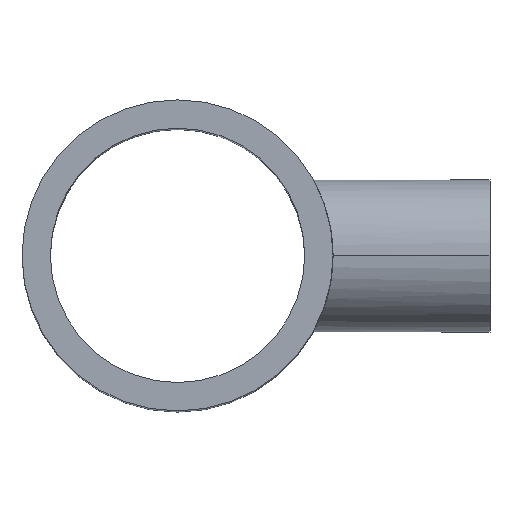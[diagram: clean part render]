
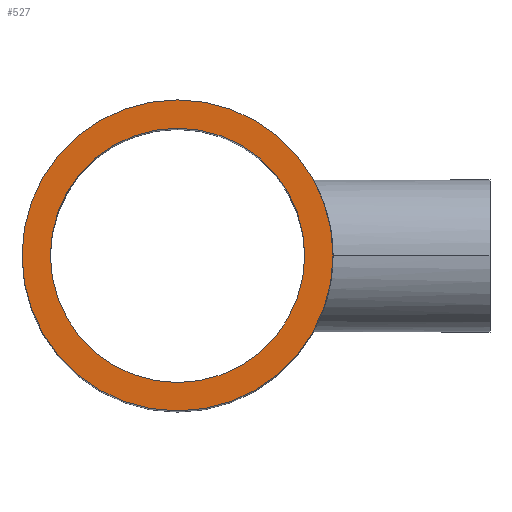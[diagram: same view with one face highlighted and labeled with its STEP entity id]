
A CAD part, top view. The second image highlights one B-rep face of the part: STEP entity #527.
In plain terms, the highlighted planar face has unit normal (0, 0, 1).
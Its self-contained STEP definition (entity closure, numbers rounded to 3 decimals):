
#2 = EDGE_CURVE ( 'NONE', #100, #431, #386, .T. ) ;
#6 = FACE_BOUND ( 'NONE', #512, .T. ) ;
#25 = EDGE_CURVE ( 'NONE', #180, #35, #503, .T. ) ;
#35 = VERTEX_POINT ( 'NONE', #250 ) ;
#48 = CARTESIAN_POINT ( 'NONE',  ( 0., 0., 263.5 ) ) ;
#49 = AXIS2_PLACEMENT_3D ( 'NONE', #48, #680, #104 ) ;
#54 = DIRECTION ( 'NONE',  ( 1., 0., 0. ) ) ;
#58 = CARTESIAN_POINT ( 'NONE',  ( -92., 0., 263.5 ) ) ;
#91 = CIRCLE ( 'NONE', #49, 112.5 ) ;
#100 = VERTEX_POINT ( 'NONE', #489 ) ;
#104 = DIRECTION ( 'NONE',  ( 1., 0., 0. ) ) ;
#109 = DIRECTION ( 'NONE',  ( 0., 0., 1. ) ) ;
#129 = DIRECTION ( 'NONE',  ( 1., 0., 0. ) ) ;
#140 = AXIS2_PLACEMENT_3D ( 'NONE', #439, #109, #309 ) ;
#166 = ORIENTED_EDGE ( 'NONE', *, *, #348, .T. ) ;
#180 = VERTEX_POINT ( 'NONE', #58 ) ;
#200 = EDGE_CURVE ( 'NONE', #35, #180, #539, .T. ) ;
#216 = AXIS2_PLACEMENT_3D ( 'NONE', #526, #672, #129 ) ;
#231 = ORIENTED_EDGE ( 'NONE', *, *, #25, .F. ) ;
#250 = CARTESIAN_POINT ( 'NONE',  ( 92., 0., 263.5 ) ) ;
#252 = AXIS2_PLACEMENT_3D ( 'NONE', #651, #435, #54 ) ;
#309 = DIRECTION ( 'NONE',  ( 1., 0., 0. ) ) ;
#310 = ORIENTED_EDGE ( 'NONE', *, *, #200, .F. ) ;
#333 = ORIENTED_EDGE ( 'NONE', *, *, #2, .T. ) ;
#348 = EDGE_CURVE ( 'NONE', #431, #100, #91, .T. ) ;
#352 = DIRECTION ( 'NONE',  ( 1., 0., 0. ) ) ;
#386 = CIRCLE ( 'NONE', #434, 112.5 ) ;
#405 = EDGE_LOOP ( 'NONE', ( #333, #166 ) ) ;
#431 = VERTEX_POINT ( 'NONE', #687 ) ;
#434 = AXIS2_PLACEMENT_3D ( 'NONE', #521, #577, #352 ) ;
#435 = DIRECTION ( 'NONE',  ( 0., 0., 1. ) ) ;
#439 = CARTESIAN_POINT ( 'NONE',  ( 0., 0., 263.5 ) ) ;
#489 = CARTESIAN_POINT ( 'NONE',  ( -112.5, 0., 263.5 ) ) ;
#498 = PLANE ( 'NONE',  #252 ) ;
#503 = CIRCLE ( 'NONE', #216, 92. ) ;
#512 = EDGE_LOOP ( 'NONE', ( #231, #310 ) ) ;
#521 = CARTESIAN_POINT ( 'NONE',  ( 0., 0., 263.5 ) ) ;
#526 = CARTESIAN_POINT ( 'NONE',  ( 0., 0., 263.5 ) ) ;
#527 = ADVANCED_FACE ( 'NONE', ( #596, #6 ), #498, .T. ) ;
#539 = CIRCLE ( 'NONE', #140, 92. ) ;
#577 = DIRECTION ( 'NONE',  ( 0., 0., 1. ) ) ;
#596 = FACE_OUTER_BOUND ( 'NONE', #405, .T. ) ;
#651 = CARTESIAN_POINT ( 'NONE',  ( 0., 0., 263.5 ) ) ;
#672 = DIRECTION ( 'NONE',  ( 0., 0., 1. ) ) ;
#680 = DIRECTION ( 'NONE',  ( 0., 0., 1. ) ) ;
#687 = CARTESIAN_POINT ( 'NONE',  ( 112.5, 0., 263.5 ) ) ;
